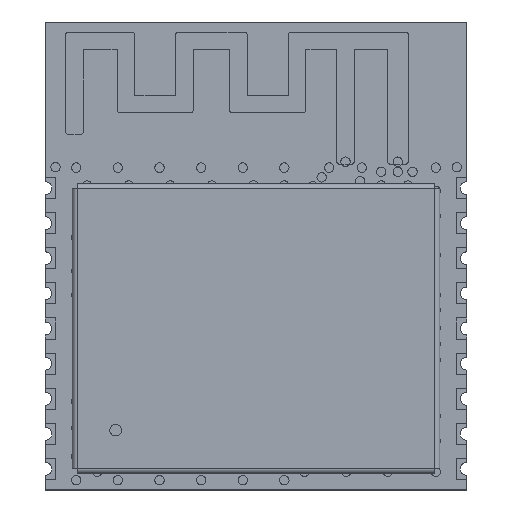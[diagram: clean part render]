
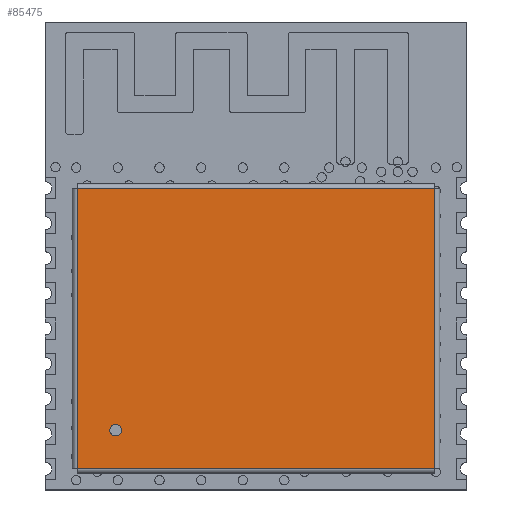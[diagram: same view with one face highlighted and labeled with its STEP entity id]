
A CAD part, top view. The second image highlights one B-rep face of the part: STEP entity #85475.
In plain terms, the highlighted planar face has unit normal (0, 0, 1).
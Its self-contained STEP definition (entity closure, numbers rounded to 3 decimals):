
#1070 = VECTOR ( 'NONE', #17007, 1000. ) ;
#3728 = DIRECTION ( 'NONE',  ( 1., 0., 0. ) ) ;
#6055 = CARTESIAN_POINT ( 'NONE',  ( -7.65, -6.185, 2.4 ) ) ;
#10466 = VERTEX_POINT ( 'NONE', #47462 ) ;
#11138 = CARTESIAN_POINT ( 'NONE',  ( -5.75, -4.335, 2.4 ) ) ;
#14058 = EDGE_CURVE ( 'NONE', #47188, #10466, #40434, .T. ) ;
#17007 = DIRECTION ( 'NONE',  ( -1., 0., 0. ) ) ;
#18930 = EDGE_CURVE ( 'NONE', #49222, #83720, #40193, .T. ) ;
#19167 = VECTOR ( 'NONE', #30038, 1000. ) ;
#20901 = DIRECTION ( 'NONE',  ( 1., 0., 0. ) ) ;
#21611 = LINE ( 'NONE', #107549, #19167 ) ;
#26920 = DIRECTION ( 'NONE',  ( 1., 0., 0. ) ) ;
#29682 = VECTOR ( 'NONE', #20901, 1000. ) ;
#30038 = DIRECTION ( 'NONE',  ( 0., 1., 0. ) ) ;
#30417 = PLANE ( 'NONE',  #103868 ) ;
#32508 = VERTEX_POINT ( 'NONE', #97763 ) ;
#38091 = DIRECTION ( 'NONE',  ( 0., 0., 1. ) ) ;
#38836 = DIRECTION ( 'NONE',  ( 1., 0., 0. ) ) ;
#40061 = CARTESIAN_POINT ( 'NONE',  ( 7.65, -5.985, 2.4 ) ) ;
#40193 = CIRCLE ( 'NONE', #103419, 0.25 ) ;
#40434 = LINE ( 'NONE', #6055, #66088 ) ;
#42307 = VERTEX_POINT ( 'NONE', #40061 ) ;
#44796 = EDGE_CURVE ( 'NONE', #83720, #49222, #100893, .T. ) ;
#47188 = VERTEX_POINT ( 'NONE', #71600 ) ;
#47462 = CARTESIAN_POINT ( 'NONE',  ( -7.65, -5.985, 2.4 ) ) ;
#48653 = CARTESIAN_POINT ( 'NONE',  ( -6.25, -4.335, 2.4 ) ) ;
#49222 = VERTEX_POINT ( 'NONE', #48653 ) ;
#54727 = ORIENTED_EDGE ( 'NONE', *, *, #18930, .F. ) ;
#55271 = LINE ( 'NONE', #98316, #29682 ) ;
#55669 = ORIENTED_EDGE ( 'NONE', *, *, #95296, .T. ) ;
#57362 = ORIENTED_EDGE ( 'NONE', *, *, #14058, .T. ) ;
#61296 = DIRECTION ( 'NONE',  ( 0., 0., 1. ) ) ;
#64679 = AXIS2_PLACEMENT_3D ( 'NONE', #72520, #38091, #3728 ) ;
#64786 = FACE_OUTER_BOUND ( 'NONE', #77679, .T. ) ;
#66088 = VECTOR ( 'NONE', #83379, 1000. ) ;
#69217 = ORIENTED_EDGE ( 'NONE', *, *, #44796, .F. ) ;
#71600 = CARTESIAN_POINT ( 'NONE',  ( -7.65, 5.985, 2.4 ) ) ;
#72520 = CARTESIAN_POINT ( 'NONE',  ( -6., -4.335, 2.4 ) ) ;
#73300 = DIRECTION ( 'NONE',  ( 0., 0., 1. ) ) ;
#74817 = EDGE_CURVE ( 'NONE', #42307, #32508, #21611, .T. ) ;
#75679 = ORIENTED_EDGE ( 'NONE', *, *, #74817, .T. ) ;
#77679 = EDGE_LOOP ( 'NONE', ( #55669, #75679, #95209, #57362 ) ) ;
#80617 = EDGE_CURVE ( 'NONE', #32508, #47188, #85871, .T. ) ;
#83379 = DIRECTION ( 'NONE',  ( 0., -1., 0. ) ) ;
#83720 = VERTEX_POINT ( 'NONE', #11138 ) ;
#85475 = ADVANCED_FACE ( 'NONE', ( #99370, #64786 ), #30417, .T. ) ;
#85871 = LINE ( 'NONE', #94361, #1070 ) ;
#87355 = CARTESIAN_POINT ( 'NONE',  ( -6., -4.335, 2.4 ) ) ;
#90432 = EDGE_LOOP ( 'NONE', ( #69217, #54727 ) ) ;
#94361 = CARTESIAN_POINT ( 'NONE',  ( -7.85, 5.985, 2.4 ) ) ;
#95209 = ORIENTED_EDGE ( 'NONE', *, *, #80617, .T. ) ;
#95296 = EDGE_CURVE ( 'NONE', #10466, #42307, #55271, .T. ) ;
#97763 = CARTESIAN_POINT ( 'NONE',  ( 7.65, 5.985, 2.4 ) ) ;
#98316 = CARTESIAN_POINT ( 'NONE',  ( 7.85, -5.985, 2.4 ) ) ;
#99370 = FACE_BOUND ( 'NONE', #90432, .T. ) ;
#100893 = CIRCLE ( 'NONE', #64679, 0.25 ) ;
#103419 = AXIS2_PLACEMENT_3D ( 'NONE', #87355, #61296, #26920 ) ;
#103868 = AXIS2_PLACEMENT_3D ( 'NONE', #107930, #73300, #38836 ) ;
#107549 = CARTESIAN_POINT ( 'NONE',  ( 7.65, 6.185, 2.4 ) ) ;
#107930 = CARTESIAN_POINT ( 'NONE',  ( 0., 0., 2.4 ) ) ;
